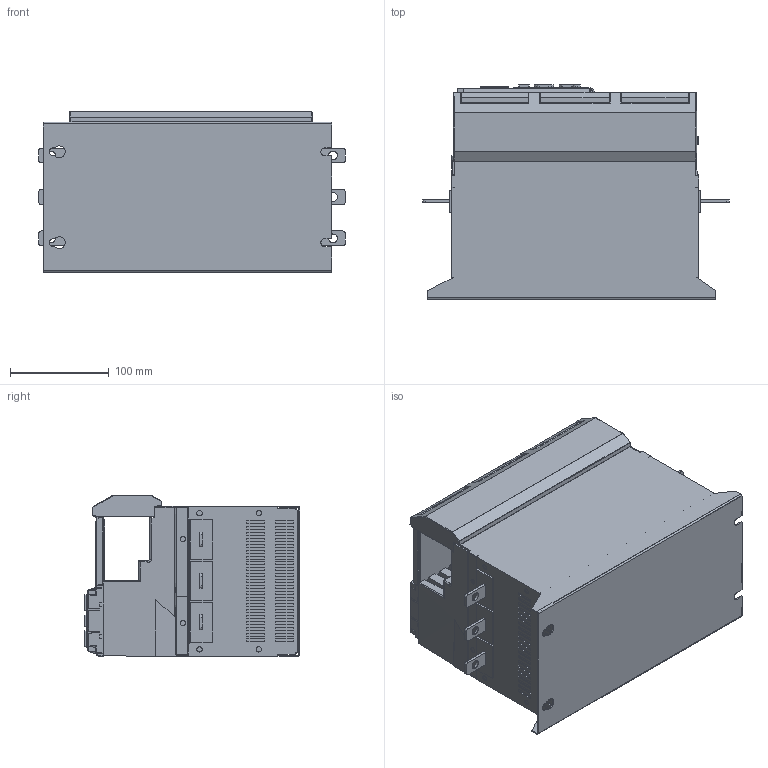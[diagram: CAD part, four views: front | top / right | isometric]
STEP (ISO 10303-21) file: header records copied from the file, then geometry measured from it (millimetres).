
FILE_DESCRIPTION (( 'STEP AP203' ), '1' );
FILE_NAME ('55êÂò.STEP', '2023-11-28T10:41:41', ( '' ), ( '' ), 'SwSTEP 2.0', 'SolidWorks 2022', '' );
FILE_SCHEMA (( 'CONFIG_CONTROL_DESIGN' ));
Products named in the file (1): 55кВт
Bounding box: 310.5 x 218.2 x 163.6 mm (x, y, z)
Volume: 7080236.4 mm3; surface area: 505159.1 mm2
Topology: 1 solids, 19 shells, 3004 faces, 8057 edges, 5265 vertices
Faces by surface type: plane 1863, cylinder 579, bspline 484, cone 33, sphere 30, torus 15
Entity records: 100531 total; most frequent: CARTESIAN_POINT 28807, ORIENTED_EDGE 16074, DIRECTION 12623, EDGE_CURVE 8037, VECTOR 5723, LINE 5723, VERTEX_POINT 5255, AXIS2_PLACEMENT_3D 3450
